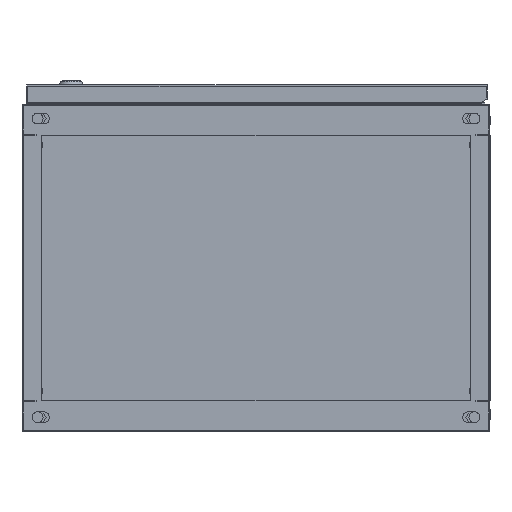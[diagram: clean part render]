
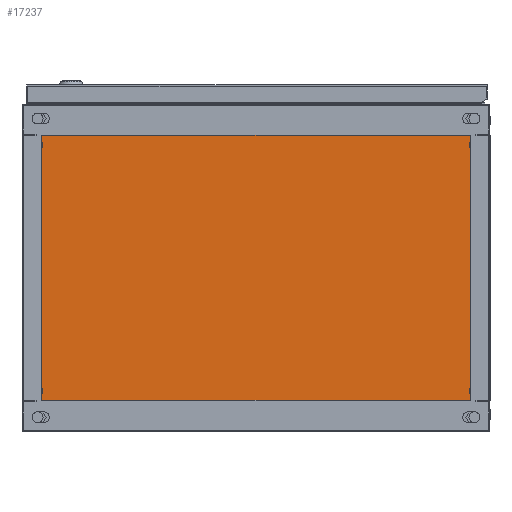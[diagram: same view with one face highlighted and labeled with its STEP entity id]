
A CAD part, front view. The second image highlights one B-rep face of the part: STEP entity #17237.
In plain terms, the highlighted planar face has unit normal (0, -1, 0).
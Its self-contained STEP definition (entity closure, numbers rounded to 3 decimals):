
#5985 = LINE ( 'NONE', #82085, #28793 ) ;
#7511 = CARTESIAN_POINT ( 'NONE',  ( -275., 1999., -170. ) ) ;
#7745 = DIRECTION ( 'NONE',  ( 0., 0., 1. ) ) ;
#11072 = EDGE_CURVE ( 'NONE', #96341, #15444, #15547, .T. ) ;
#13991 = ORIENTED_EDGE ( 'NONE', *, *, #32913, .F. ) ;
#15444 = VERTEX_POINT ( 'NONE', #36647 ) ;
#15547 = LINE ( 'NONE', #30465, #59903 ) ;
#17237 = ADVANCED_FACE ( 'NONE', ( #92567 ), #71764, .F. ) ;
#17343 = CARTESIAN_POINT ( 'NONE',  ( -275., 1999., -170. ) ) ;
#19773 = CARTESIAN_POINT ( 'NONE',  ( -275., 1999., 170. ) ) ;
#22799 = VECTOR ( 'NONE', #104849, 1000. ) ;
#27002 = VECTOR ( 'NONE', #7745, 1000. ) ;
#28793 = VECTOR ( 'NONE', #48033, 1000. ) ;
#30465 = CARTESIAN_POINT ( 'NONE',  ( 275., 1999., -170. ) ) ;
#32913 = EDGE_CURVE ( 'NONE', #84890, #75975, #48620, .T. ) ;
#33674 = ORIENTED_EDGE ( 'NONE', *, *, #81881, .F. ) ;
#36647 = CARTESIAN_POINT ( 'NONE',  ( 275., 1999., -170. ) ) ;
#37560 = EDGE_LOOP ( 'NONE', ( #13991, #92799, #71217, #33674 ) ) ;
#37612 = DIRECTION ( 'NONE',  ( 0., 0., -1. ) ) ;
#48033 = DIRECTION ( 'NONE',  ( 1., 0., 0. ) ) ;
#48620 = LINE ( 'NONE', #17343, #27002 ) ;
#55580 = CARTESIAN_POINT ( 'NONE',  ( 275., 1999., 170. ) ) ;
#59903 = VECTOR ( 'NONE', #37612, 1000. ) ;
#63211 = DIRECTION ( 'NONE',  ( 0., 1., 0. ) ) ;
#64735 = AXIS2_PLACEMENT_3D ( 'NONE', #95585, #63211, #96256 ) ;
#68513 = LINE ( 'NONE', #7511, #22799 ) ;
#71217 = ORIENTED_EDGE ( 'NONE', *, *, #11072, .F. ) ;
#71501 = EDGE_CURVE ( 'NONE', #15444, #84890, #68513, .T. ) ;
#71764 = PLANE ( 'NONE',  #64735 ) ;
#75975 = VERTEX_POINT ( 'NONE', #19773 ) ;
#76309 = CARTESIAN_POINT ( 'NONE',  ( -275., 1999., -170. ) ) ;
#81881 = EDGE_CURVE ( 'NONE', #75975, #96341, #5985, .T. ) ;
#82085 = CARTESIAN_POINT ( 'NONE',  ( -275., 1999., 170. ) ) ;
#84890 = VERTEX_POINT ( 'NONE', #76309 ) ;
#92567 = FACE_OUTER_BOUND ( 'NONE', #37560, .T. ) ;
#92799 = ORIENTED_EDGE ( 'NONE', *, *, #71501, .F. ) ;
#95585 = CARTESIAN_POINT ( 'NONE',  ( 0., 1999., 0. ) ) ;
#96256 = DIRECTION ( 'NONE',  ( 0., 0., 1. ) ) ;
#96341 = VERTEX_POINT ( 'NONE', #55580 ) ;
#104849 = DIRECTION ( 'NONE',  ( -1., 0., 0. ) ) ;
